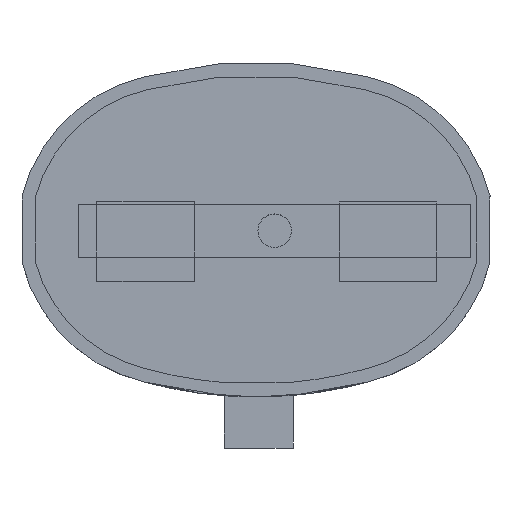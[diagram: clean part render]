
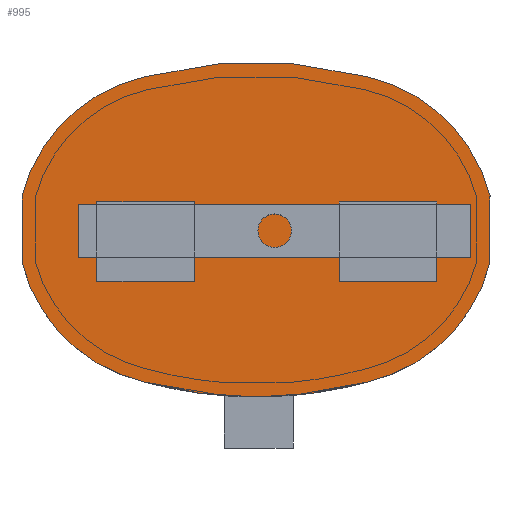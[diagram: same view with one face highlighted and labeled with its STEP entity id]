
A CAD part, top view. The second image highlights one B-rep face of the part: STEP entity #995.
In plain terms, the highlighted face is planar.
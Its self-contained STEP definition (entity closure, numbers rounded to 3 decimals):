
#61=CIRCLE('',#1079,32.086);
#67=CIRCLE('',#1095,12.444);
#68=CIRCLE('',#1097,33.034);
#69=CIRCLE('',#1099,12.444);
#70=CIRCLE('',#1102,12.444);
#71=CIRCLE('',#1104,12.445);
#105=FACE_OUTER_BOUND('',#161,.T.);
#161=EDGE_LOOP('',(#805,#806,#807,#808,#809,#810,#811,#812));
#237=LINE('',#1578,#348);
#243=LINE('',#1595,#354);
#348=VECTOR('',#1284,9.997);
#354=VECTOR('',#1304,9.997);
#452=VERTEX_POINT('',#1543);
#453=VERTEX_POINT('',#1545);
#460=VERTEX_POINT('',#1576);
#461=VERTEX_POINT('',#1577);
#462=VERTEX_POINT('',#1582);
#463=VERTEX_POINT('',#1586);
#464=VERTEX_POINT('',#1590);
#465=VERTEX_POINT('',#1594);
#558=EDGE_CURVE('',#452,#453,#61,.T.);
#573=EDGE_CURVE('',#460,#461,#237,.T.);
#576=EDGE_CURVE('',#462,#461,#67,.T.);
#578=EDGE_CURVE('',#463,#462,#68,.T.);
#580=EDGE_CURVE('',#464,#463,#69,.T.);
#582=EDGE_CURVE('',#465,#464,#243,.T.);
#584=EDGE_CURVE('',#453,#465,#70,.T.);
#585=EDGE_CURVE('',#460,#452,#71,.T.);
#805=ORIENTED_EDGE('',*,*,#585,.F.);
#806=ORIENTED_EDGE('',*,*,#573,.T.);
#807=ORIENTED_EDGE('',*,*,#576,.F.);
#808=ORIENTED_EDGE('',*,*,#578,.F.);
#809=ORIENTED_EDGE('',*,*,#580,.F.);
#810=ORIENTED_EDGE('',*,*,#582,.F.);
#811=ORIENTED_EDGE('',*,*,#584,.F.);
#812=ORIENTED_EDGE('',*,*,#558,.F.);
#941=PLANE('',#1105);
#995=ADVANCED_FACE('',(#105),#941,.F.);
#1079=AXIS2_PLACEMENT_3D('',#1546,#1245,#1246);
#1095=AXIS2_PLACEMENT_3D('',#1583,#1289,#1290);
#1097=AXIS2_PLACEMENT_3D('',#1587,#1294,#1295);
#1099=AXIS2_PLACEMENT_3D('',#1591,#1299,#1300);
#1102=AXIS2_PLACEMENT_3D('',#1598,#1308,#1309);
#1104=AXIS2_PLACEMENT_3D('',#1600,#1312,#1313);
#1105=AXIS2_PLACEMENT_3D('',#1601,#1314,#1315);
#1245=DIRECTION('center_axis',(0.,0.,
1.));
#1246=DIRECTION('ref_axis',(0.263,0.965,0.));
#1284=DIRECTION('',(0.,-1.,0.));
#1289=DIRECTION('center_axis',(0.,0.,
1.));
#1290=DIRECTION('ref_axis',(0.222,-0.975,0.));
#1294=DIRECTION('center_axis',(0.,0.,
1.));
#1295=DIRECTION('ref_axis',(-0.256,-0.967,0.));
#1299=DIRECTION('center_axis',(0.,0.,
1.));
#1300=DIRECTION('ref_axis',(-0.969,-0.249,0.));
#1304=DIRECTION('',(0.,-1.,0.));
#1308=DIRECTION('center_axis',(0.,0.,
1.));
#1309=DIRECTION('ref_axis',(-0.222,0.975,0.));
#1312=DIRECTION('center_axis',(0.,0.,
1.));
#1313=DIRECTION('ref_axis',(0.969,0.249,0.));
#1314=DIRECTION('center_axis',(0.,0.,1.));
#1315=DIRECTION('ref_axis',(1.,0.,0.));
#1543=CARTESIAN_POINT('',(494.841,-37.536,58.));
#1545=CARTESIAN_POINT('',(477.947,-37.536,58.));
#1546=CARTESIAN_POINT('Origin',(486.394,-68.491,58.));
#1576=CARTESIAN_POINT('',(504.133,-46.574,58.));
#1577=CARTESIAN_POINT('',(504.133,-51.643,58.));
#1578=CARTESIAN_POINT('',(504.133,-46.574,58.));
#1582=CARTESIAN_POINT('',(494.842,-60.681,58.));
#1583=CARTESIAN_POINT('Origin',(492.08,-48.546,58.));
#1586=CARTESIAN_POINT('',(477.948,-60.681,58.));
#1587=CARTESIAN_POINT('Origin',(486.395,-28.745,58.));
#1590=CARTESIAN_POINT('',(468.657,-51.643,58.));
#1591=CARTESIAN_POINT('Origin',(480.71,-48.546,58.));
#1594=CARTESIAN_POINT('',(468.656,-46.574,58.));
#1595=CARTESIAN_POINT('',(468.656,-46.574,58.));
#1598=CARTESIAN_POINT('Origin',(480.709,-49.671,58.));
#1600=CARTESIAN_POINT('Origin',(492.079,-49.671,58.));
#1601=CARTESIAN_POINT('Origin',(486.395,-49.109,58.));
